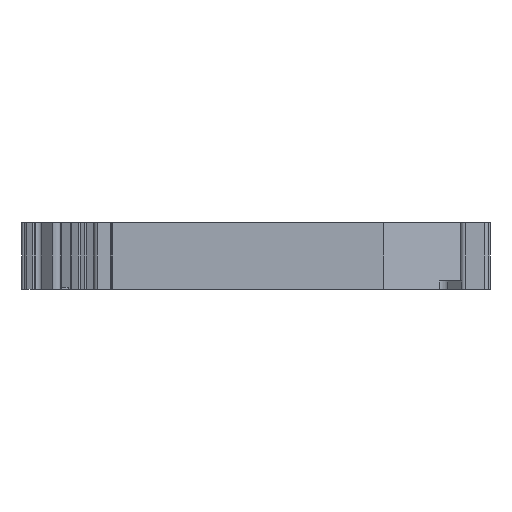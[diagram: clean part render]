
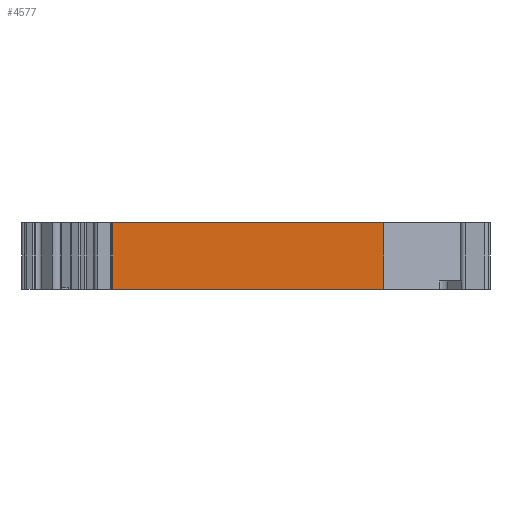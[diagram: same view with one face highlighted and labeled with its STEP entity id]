
A CAD part, left-side view. The second image highlights one B-rep face of the part: STEP entity #4577.
In plain terms, the highlighted planar face has unit normal (-1, 0, 0).
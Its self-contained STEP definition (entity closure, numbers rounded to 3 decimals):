
#370=ORIENTED_EDGE('',*,*,#1757,.F.);
#371=ORIENTED_EDGE('',*,*,#1758,.F.);
#372=ORIENTED_EDGE('',*,*,#1759,.T.);
#373=ORIENTED_EDGE('',*,*,#1760,.T.);
#1757=EDGE_CURVE('',#2446,#2447,#2906,.T.);
#1758=EDGE_CURVE('',#2448,#2446,#2907,.T.);
#1759=EDGE_CURVE('',#2448,#2449,#2908,.T.);
#1760=EDGE_CURVE('',#2449,#2447,#2909,.T.);
#2446=VERTEX_POINT('',#6764);
#2447=VERTEX_POINT('',#6765);
#2448=VERTEX_POINT('',#6767);
#2449=VERTEX_POINT('',#6769);
#2906=LINE('',#6763,#3435);
#2907=LINE('',#6766,#3436);
#2908=LINE('',#6768,#3437);
#2909=LINE('',#6770,#3438);
#3435=VECTOR('',#5363,1000.);
#3436=VECTOR('',#5364,1000.);
#3437=VECTOR('',#5365,1000.);
#3438=VECTOR('',#5366,1000.);
#3908=EDGE_LOOP('',(#370,#371,#372,#373));
#4165=FACE_BOUND('',#3908,.T.);
#4419=PLANE('',#4846);
#4577=ADVANCED_FACE('',(#4165),#4419,.F.);
#4846=AXIS2_PLACEMENT_3D('',#6762,#5361,#5362);
#5361=DIRECTION('',(1.,0.,0.));
#5362=DIRECTION('',(0.,0.,-1.));
#5363=DIRECTION('',(0.,0.,-1.));
#5364=DIRECTION('',(0.,-1.,0.));
#5365=DIRECTION('',(0.,0.,-1.));
#5366=DIRECTION('',(0.,-1.,0.));
#6762=CARTESIAN_POINT('',(-42.499,16.928,8.));
#6763=CARTESIAN_POINT('',(-42.499,-15.637,8.));
#6764=CARTESIAN_POINT('',(-42.499,-15.637,8.));
#6765=CARTESIAN_POINT('',(-42.499,-15.637,0.));
#6766=CARTESIAN_POINT('',(-42.499,16.928,8.));
#6767=CARTESIAN_POINT('',(-42.499,16.928,8.));
#6768=CARTESIAN_POINT('',(-42.499,16.928,8.));
#6769=CARTESIAN_POINT('',(-42.499,16.928,0.));
#6770=CARTESIAN_POINT('',(-42.499,16.928,0.));
